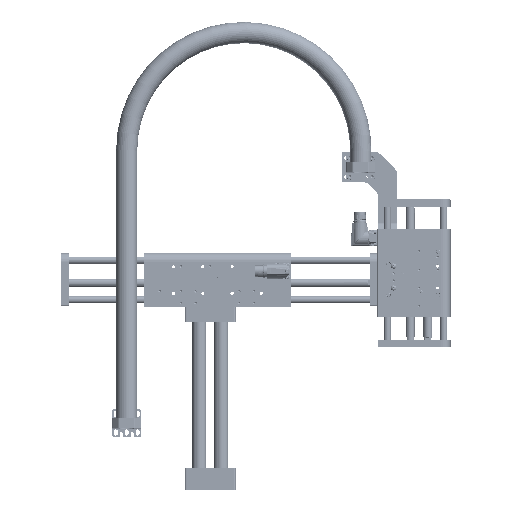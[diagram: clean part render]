
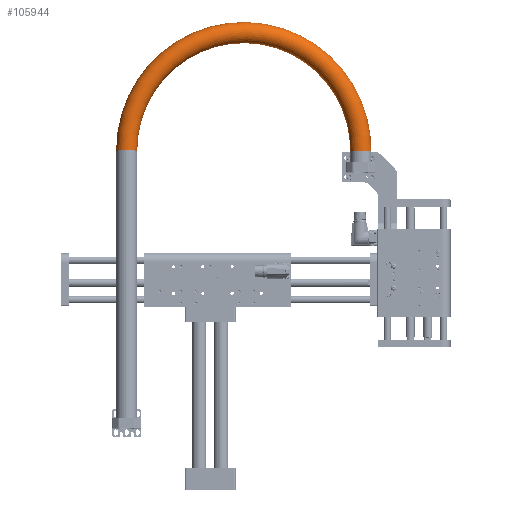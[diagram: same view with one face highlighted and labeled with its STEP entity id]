
A CAD part, top view. The second image highlights one B-rep face of the part: STEP entity #105944.
In plain terms, the highlighted toroidal (fillet/blend) face has major radius 161.245 mm and minor radius 14.5 mm.
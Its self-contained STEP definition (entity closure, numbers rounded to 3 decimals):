
#1269 = CIRCLE ( 'NONE', #118722, 14.5 ) ;
#13191 = DIRECTION ( 'NONE',  ( -0.246, 0., -0.969 ) ) ;
#26466 = EDGE_LOOP ( 'NONE', ( #108996 ) ) ;
#28212 = DIRECTION ( 'NONE',  ( 0., 0., -1. ) ) ;
#28815 = FACE_OUTER_BOUND ( 'NONE', #26466, .T. ) ;
#40928 = AXIS2_PLACEMENT_3D ( 'NONE', #66695, #68349, #28212 ) ;
#50171 = VERTEX_POINT ( 'NONE', #75897 ) ;
#66695 = CARTESIAN_POINT ( 'NONE',  ( -36.75, 191.9, 24. ) ) ;
#68117 = FACE_OUTER_BOUND ( 'NONE', #106037, .T. ) ;
#68349 = DIRECTION ( 'NONE',  ( 0., -1., 0. ) ) ;
#75897 = CARTESIAN_POINT ( 'NONE',  ( -36.75, 191.9, 9.5 ) ) ;
#78602 = VERTEX_POINT ( 'NONE', #144408 ) ;
#80979 = DIRECTION ( 'NONE',  ( -0.992, 0., 0.124 ) ) ;
#82685 = ORIENTED_EDGE ( 'NONE', *, *, #103436, .F. ) ;
#87962 = AXIS2_PLACEMENT_3D ( 'NONE', #160437, #104930, #80979 ) ;
#91018 = CARTESIAN_POINT ( 'NONE',  ( -356.75, 191.9, 64. ) ) ;
#92413 = EDGE_CURVE ( 'NONE', #78602, #78602, #1269, .T. ) ;
#103436 = EDGE_CURVE ( 'NONE', #50171, #50171, #114689, .T. ) ;
#104930 = DIRECTION ( 'NONE',  ( -0.124, 0., -0.992 ) ) ;
#105944 = ADVANCED_FACE ( 'NONE', ( #68117, #28815 ), #161603, .T. ) ;
#106037 = EDGE_LOOP ( 'NONE', ( #82685 ) ) ;
#108996 = ORIENTED_EDGE ( 'NONE', *, *, #92413, .T. ) ;
#114689 = CIRCLE ( 'NONE', #40928, 14.5 ) ;
#118722 = AXIS2_PLACEMENT_3D ( 'NONE', #91018, #155160, #13191 ) ;
#144408 = CARTESIAN_POINT ( 'NONE',  ( -360.319, 191.9, 49.946 ) ) ;
#155160 = DIRECTION ( 'NONE',  ( 0., 1., 0. ) ) ;
#160437 = CARTESIAN_POINT ( 'NONE',  ( -196.75, 191.9, 44. ) ) ;
#161603 = TOROIDAL_SURFACE ( 'NONE', #87962, 161.245, 14.5 ) ;
